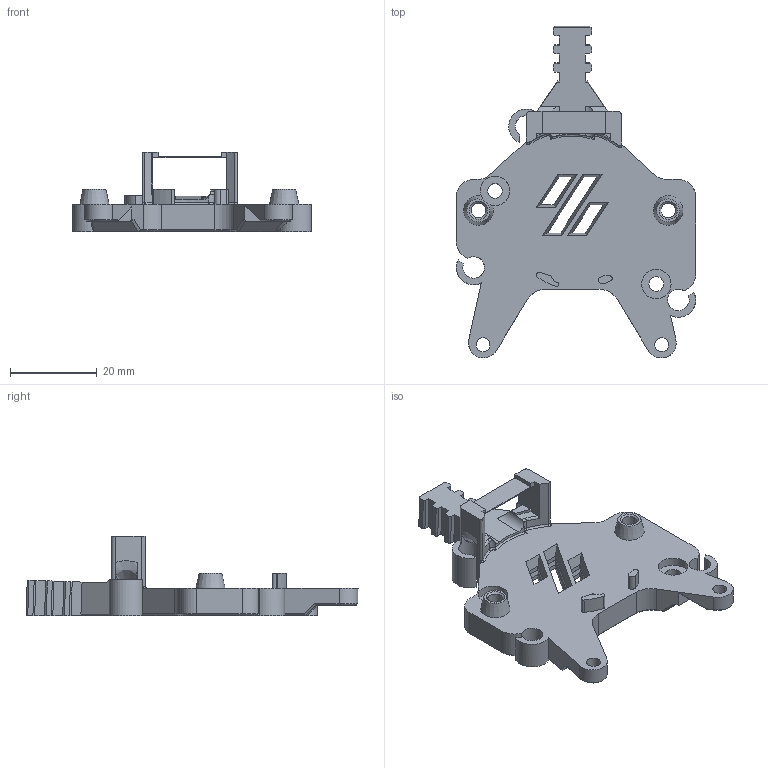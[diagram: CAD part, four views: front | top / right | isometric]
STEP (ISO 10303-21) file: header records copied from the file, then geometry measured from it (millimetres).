
FILE_DESCRIPTION(/* description */ (''),/* implementation_level */ '2;1');
FILE_NAME(/* name */ 'OB2_PCBMount.step',/* time_stamp */ '2024-09-13T16:21:35-06:00',/* author */ (''),/* organization */ (''),/* preprocessor_version */ 'ST-DEVELOPER v20',/* originating_system */ 'Autodesk Translation Framework v13.14.0.145',/* authorisation */ '');
FILE_SCHEMA (('AUTOMOTIVE_DESIGN { 1 0 10303 214 3 1 1 }'));
Length unit declared in the file: millimetre
Products named in the file (1): OB2_PCBMount
Bounding box: 55.32 x 76.74 x 18.35 mm (x, y, z)
Volume: 13920 mm3; surface area: 8288.7 mm2
Topology: 1 solids, 1 shells, 339 faces, 886 edges, 555 vertices
Faces by surface type: plane 250, cylinder 56, cone 16, bspline 10, torus 7
Full cylindrical faces by diameter (mm): 3.2 x2, 3.4 x5, 4.7 x3, 6.8 x3
Entity records: 10880 total; most frequent: CARTESIAN_POINT 2470, ORIENTED_EDGE 1772, DIRECTION 1685, EDGE_CURVE 886, LINE 663, VECTOR 663, VERTEX_POINT 555, AXIS2_PLACEMENT_3D 511
